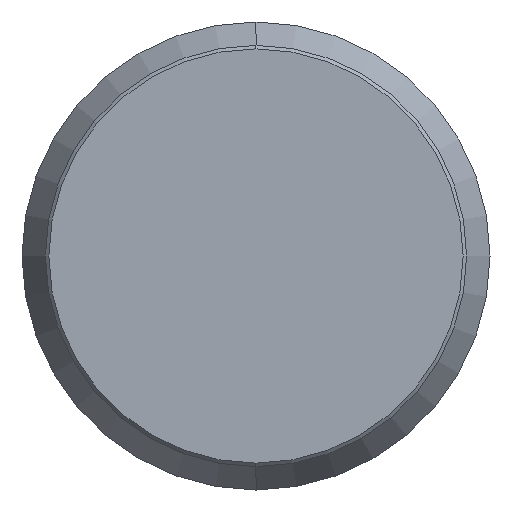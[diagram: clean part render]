
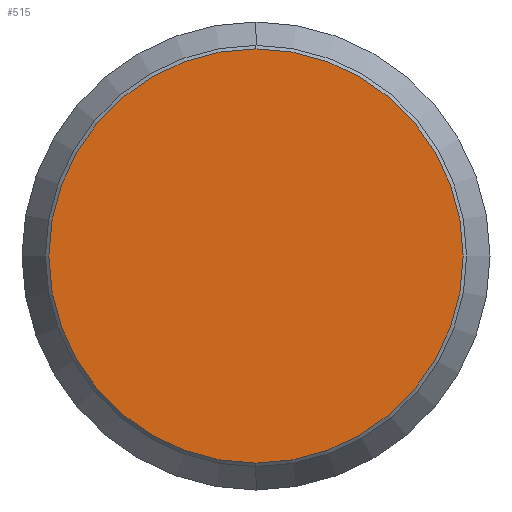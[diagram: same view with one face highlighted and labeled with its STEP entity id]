
A CAD part, left-side view. The second image highlights one B-rep face of the part: STEP entity #515.
In plain terms, the highlighted planar face has unit normal (-1, 0, 0).
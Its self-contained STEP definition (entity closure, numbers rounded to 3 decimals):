
#46 = ORIENTED_EDGE ( 'NONE', *, *, #503, .T. ) ;
#50 = CARTESIAN_POINT ( 'NONE',  ( 0., 0., 17.7 ) ) ;
#130 = AXIS2_PLACEMENT_3D ( 'NONE', #404, #547, #207 ) ;
#151 = DIRECTION ( 'NONE',  ( 0., 0., 1. ) ) ;
#159 = DIRECTION ( 'NONE',  ( -1., 0., 0. ) ) ;
#174 = CIRCLE ( 'NONE', #460, 17.7 ) ;
#200 = EDGE_LOOP ( 'NONE', ( #46, #575 ) ) ;
#207 = DIRECTION ( 'NONE',  ( 0., 0., -1. ) ) ;
#212 = PLANE ( 'NONE',  #130 ) ;
#219 = CIRCLE ( 'NONE', #552, 17.7 ) ;
#260 = DIRECTION ( 'NONE',  ( 0., 0., 1. ) ) ;
#362 = CARTESIAN_POINT ( 'NONE',  ( 0., 0., -17.7 ) ) ;
#396 = CARTESIAN_POINT ( 'NONE',  ( 0., 0., 0. ) ) ;
#404 = CARTESIAN_POINT ( 'NONE',  ( 0., 0., 0. ) ) ;
#411 = FACE_OUTER_BOUND ( 'NONE', #200, .T. ) ;
#460 = AXIS2_PLACEMENT_3D ( 'NONE', #396, #159, #151 ) ;
#469 = EDGE_CURVE ( 'NONE', #505, #587, #219, .T. ) ;
#496 = CARTESIAN_POINT ( 'NONE',  ( 0., 0., 0. ) ) ;
#500 = DIRECTION ( 'NONE',  ( -1., 0., 0. ) ) ;
#503 = EDGE_CURVE ( 'NONE', #587, #505, #174, .T. ) ;
#505 = VERTEX_POINT ( 'NONE', #50 ) ;
#515 = ADVANCED_FACE ( 'NONE', ( #411 ), #212, .F. ) ;
#547 = DIRECTION ( 'NONE',  ( 1., 0., 0. ) ) ;
#552 = AXIS2_PLACEMENT_3D ( 'NONE', #496, #500, #260 ) ;
#575 = ORIENTED_EDGE ( 'NONE', *, *, #469, .T. ) ;
#587 = VERTEX_POINT ( 'NONE', #362 ) ;
